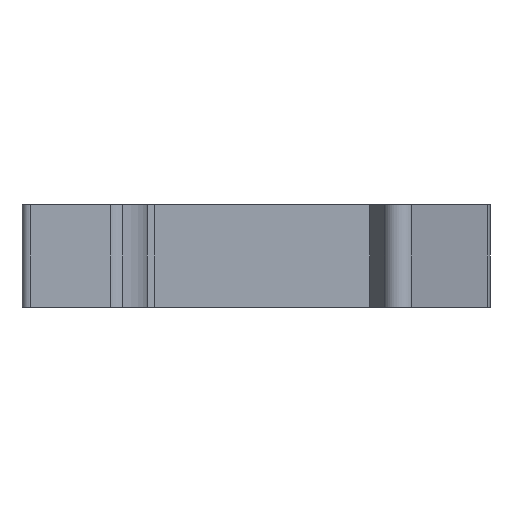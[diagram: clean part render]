
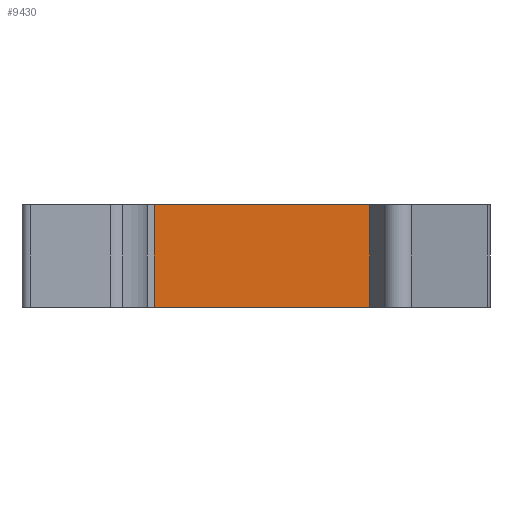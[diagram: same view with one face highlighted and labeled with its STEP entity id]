
A CAD part, front view. The second image highlights one B-rep face of the part: STEP entity #9430.
In plain terms, the highlighted planar face has unit normal (0, -1, 0).
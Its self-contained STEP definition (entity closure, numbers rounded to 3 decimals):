
#4490=CARTESIAN_POINT('',(-22.452,78.046,-6.156));
#4500=VERTEX_POINT('',#4490);
#4530=CARTESIAN_POINT('',(0.,78.046,-6.156));
#4540=DIRECTION('',(-1.,0.,0.));
#4550=VECTOR('',#4540,1.);
#4560=LINE('',#4530,#4550);
#4570=CARTESIAN_POINT('',(-8.852,78.046,-6.156));
#4580=VERTEX_POINT('',#4570);
#4590=EDGE_CURVE('',#4580,#4500,#4560,.T.);
#8960=CARTESIAN_POINT('',(-8.852,78.046,0.));
#8970=DIRECTION('',(0.,0.,-1.));
#8980=VECTOR('',#8970,1.);
#8990=LINE('',#8960,#8980);
#9000=CARTESIAN_POINT('',(-8.852,78.046,0.));
#9010=VERTEX_POINT('',#9000);
#9020=EDGE_CURVE('',#9010,#4580,#8990,.T.);
#9200=CARTESIAN_POINT('',(-22.452,78.046,0.));
#9210=DIRECTION('',(-0.,-1.,-0.));
#9220=DIRECTION('',(-1.,0.,0.));
#9230=AXIS2_PLACEMENT_3D('',#9200,#9210,#9220);
#9240=PLANE('',#9230);
#9250=ORIENTED_EDGE('',*,*,#9020,.F.);
#9260=ORIENTED_EDGE('',*,*,#4590,.F.);
#9270=CARTESIAN_POINT('',(-22.452,78.046,0.));
#9280=DIRECTION('',(0.,0.,-1.));
#9290=VECTOR('',#9280,1.);
#9300=LINE('',#9270,#9290);
#9310=CARTESIAN_POINT('',(-22.452,78.046,0.));
#9320=VERTEX_POINT('',#9310);
#9330=EDGE_CURVE('',#9320,#4500,#9300,.T.);
#9340=ORIENTED_EDGE('',*,*,#9330,.T.);
#9350=CARTESIAN_POINT('',(0.,78.046,-0.));
#9360=DIRECTION('',(-1.,0.,0.));
#9370=VECTOR('',#9360,1.);
#9380=LINE('',#9350,#9370);
#9390=EDGE_CURVE('',#9010,#9320,#9380,.T.);
#9400=ORIENTED_EDGE('',*,*,#9390,.T.);
#9410=EDGE_LOOP('',(#9400,#9340,#9260,#9250));
#9420=FACE_OUTER_BOUND('',#9410,.T.);
#9430=ADVANCED_FACE('',(#9420),#9240,.T.);
